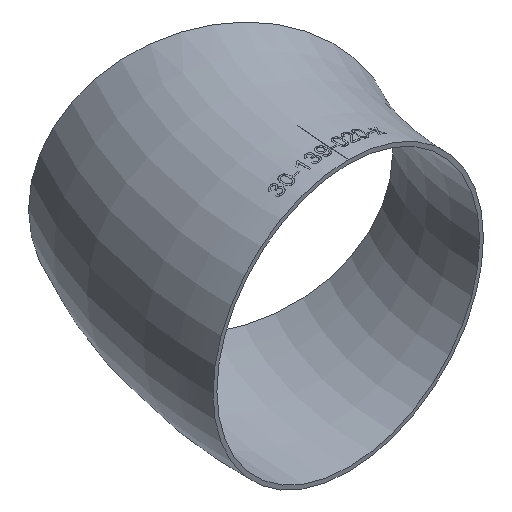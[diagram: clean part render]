
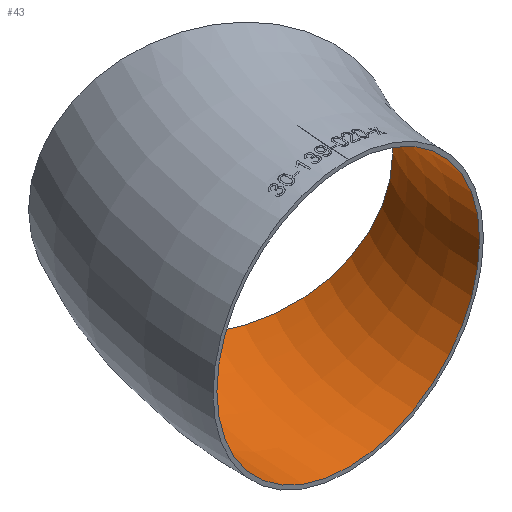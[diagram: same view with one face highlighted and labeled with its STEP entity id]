
A CAD part, isometric view. The second image highlights one B-rep face of the part: STEP entity #43.
In plain terms, the highlighted toroidal (fillet/blend) face has major radius 190.5 mm and minor radius 67.85 mm.
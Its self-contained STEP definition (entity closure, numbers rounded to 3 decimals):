
#43 = ADVANCED_FACE ( 'NONE', ( #24454, #7772 ), #19589, .F. ) ;
#1391 = AXIS2_PLACEMENT_3D ( 'NONE', #5864, #8166, #12373 ) ;
#1490 = EDGE_LOOP ( 'NONE', ( #24197 ) ) ;
#2098 = DIRECTION ( 'NONE',  ( -0.866, 0.5, 0. ) ) ;
#3646 = EDGE_LOOP ( 'NONE', ( #14180 ) ) ;
#4032 = VERTEX_POINT ( 'NONE', #6321 ) ;
#5024 = CIRCLE ( 'NONE', #9808, 67.85 ) ;
#5864 = CARTESIAN_POINT ( 'NONE',  ( 0., 0., 0. ) ) ;
#5922 = DIRECTION ( 'NONE',  ( 0., 0., 1. ) ) ;
#6321 = CARTESIAN_POINT ( 'NONE',  ( -190.5, 0., 67.85 ) ) ;
#7772 = FACE_OUTER_BOUND ( 'NONE', #3646, .T. ) ;
#8166 = DIRECTION ( 'NONE',  ( 0., 0., -1. ) ) ;
#9808 = AXIS2_PLACEMENT_3D ( 'NONE', #26776, #22695, #2098 ) ;
#11459 = AXIS2_PLACEMENT_3D ( 'NONE', #24504, #22196, #5922 ) ;
#11908 = CIRCLE ( 'NONE', #11459, 67.85 ) ;
#12322 = VERTEX_POINT ( 'NONE', #20599 ) ;
#12373 = DIRECTION ( 'NONE',  ( -1., 0., 0. ) ) ;
#14180 = ORIENTED_EDGE ( 'NONE', *, *, #19768, .F. ) ;
#19589 = TOROIDAL_SURFACE ( 'NONE', #1391, 190.5, 67.85 ) ;
#19768 = EDGE_CURVE ( 'NONE', #4032, #4032, #11908, .T. ) ;
#20599 = CARTESIAN_POINT ( 'NONE',  ( -223.738, 129.175, 0. ) ) ;
#20766 = EDGE_CURVE ( 'NONE', #12322, #12322, #5024, .T. ) ;
#22196 = DIRECTION ( 'NONE',  ( 0., 1., 0. ) ) ;
#22695 = DIRECTION ( 'NONE',  ( 0.5, 0.866, 0. ) ) ;
#24197 = ORIENTED_EDGE ( 'NONE', *, *, #20766, .T. ) ;
#24454 = FACE_OUTER_BOUND ( 'NONE', #1490, .T. ) ;
#24504 = CARTESIAN_POINT ( 'NONE',  ( -190.5, 0., 0. ) ) ;
#26776 = CARTESIAN_POINT ( 'NONE',  ( -164.978, 95.25, 0. ) ) ;
